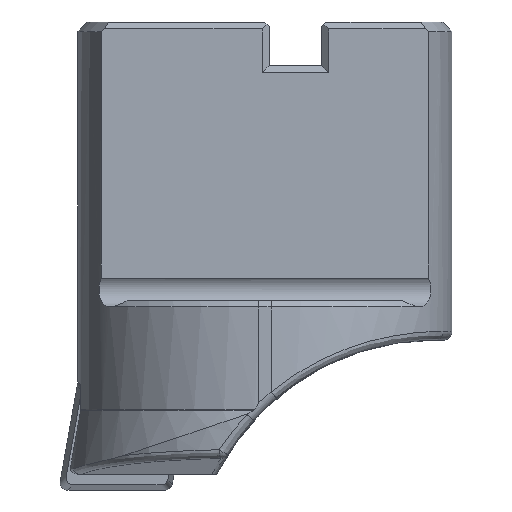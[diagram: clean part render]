
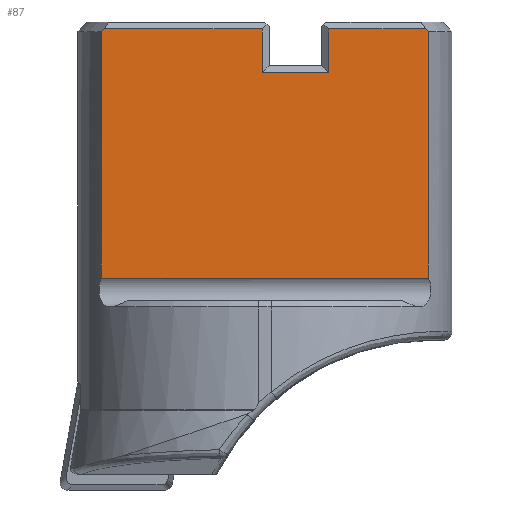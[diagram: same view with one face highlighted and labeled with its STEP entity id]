
A CAD part, front view. The second image highlights one B-rep face of the part: STEP entity #87.
In plain terms, the highlighted planar face has unit normal (0, -1, 0).
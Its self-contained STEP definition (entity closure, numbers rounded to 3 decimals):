
#87=ADVANCED_FACE('',(#189),#148,.F.);
#148=PLANE('',#1197);
#189=FACE_OUTER_BOUND('',#252,.T.);
#252=EDGE_LOOP('',(#412,#413,#414,#415,#416,#417,#418,#419,#420,#421));
#335=B_SPLINE_CURVE_WITH_KNOTS('',3,(#1708,#1709,#1710,#1711,#1712),
 .UNSPECIFIED.,.F.,.F.,(4,1,4),(0.,0.5,1.),.UNSPECIFIED.);
#336=B_SPLINE_CURVE_WITH_KNOTS('',3,(#1720,#1721,#1722,#1723,#1724),
 .UNSPECIFIED.,.F.,.F.,(4,1,4),(0.,0.5,1.),.UNSPECIFIED.);
#412=ORIENTED_EDGE('',*,*,#841,.T.);
#413=ORIENTED_EDGE('',*,*,#842,.T.);
#414=ORIENTED_EDGE('',*,*,#843,.T.);
#415=ORIENTED_EDGE('',*,*,#844,.T.);
#416=ORIENTED_EDGE('',*,*,#845,.T.);
#417=ORIENTED_EDGE('',*,*,#846,.T.);
#418=ORIENTED_EDGE('',*,*,#847,.T.);
#419=ORIENTED_EDGE('',*,*,#848,.T.);
#420=ORIENTED_EDGE('',*,*,#849,.F.);
#421=ORIENTED_EDGE('',*,*,#850,.T.);
#729=VERTEX_POINT('',#1698);
#730=VERTEX_POINT('',#1699);
#731=VERTEX_POINT('',#1701);
#732=VERTEX_POINT('',#1703);
#733=VERTEX_POINT('',#1705);
#734=VERTEX_POINT('',#1707);
#735=VERTEX_POINT('',#1713);
#736=VERTEX_POINT('',#1715);
#737=VERTEX_POINT('',#1717);
#738=VERTEX_POINT('',#1719);
#841=EDGE_CURVE('',#729,#730,#998,.T.);
#842=EDGE_CURVE('',#730,#731,#999,.T.);
#843=EDGE_CURVE('',#731,#732,#1000,.T.);
#844=EDGE_CURVE('',#732,#733,#1001,.T.);
#845=EDGE_CURVE('',#733,#734,#1002,.T.);
#846=EDGE_CURVE('',#734,#735,#335,.T.);
#847=EDGE_CURVE('',#735,#736,#1003,.T.);
#848=EDGE_CURVE('',#736,#737,#1004,.T.);
#849=EDGE_CURVE('',#738,#737,#1005,.T.);
#850=EDGE_CURVE('',#738,#729,#336,.T.);
#998=LINE('',#1697,#1090);
#999=LINE('',#1700,#1091);
#1000=LINE('',#1702,#1092);
#1001=LINE('',#1704,#1093);
#1002=LINE('',#1706,#1094);
#1003=LINE('',#1714,#1095);
#1004=LINE('',#1716,#1096);
#1005=LINE('',#1718,#1097);
#1090=VECTOR('',#1323,1.);
#1091=VECTOR('',#1324,1.);
#1092=VECTOR('',#1325,1.);
#1093=VECTOR('',#1326,1.);
#1094=VECTOR('',#1327,1.);
#1095=VECTOR('',#1328,1.);
#1096=VECTOR('',#1329,1.);
#1097=VECTOR('',#1330,1.);
#1197=AXIS2_PLACEMENT_3D('',#1725,#1331,#1332);
#1323=DIRECTION('',(-1.,0.,0.));
#1324=DIRECTION('',(0.,0.,-1.));
#1325=DIRECTION('',(-1.,0.,0.));
#1326=DIRECTION('',(0.,0.,1.));
#1327=DIRECTION('',(-1.,0.,0.));
#1328=DIRECTION('',(0.,0.,-1.));
#1329=DIRECTION('',(1.,0.,0.));
#1330=DIRECTION('',(0.,0.,-1.));
#1331=DIRECTION('',(0.,1.,0.));
#1332=DIRECTION('',(0.,0.,1.));
#1697=CARTESIAN_POINT('',(-15.323,0.,-0.4));
#1698=CARTESIAN_POINT('',(7.459,0.,-0.4));
#1699=CARTESIAN_POINT('',(1.9,0.,-0.4));
#1700=CARTESIAN_POINT('',(1.9,0.,-16.));
#1701=CARTESIAN_POINT('',(1.9,0.,-2.9));
#1702=CARTESIAN_POINT('',(-15.323,0.,-2.9));
#1703=CARTESIAN_POINT('',(-1.9,0.,-2.9));
#1704=CARTESIAN_POINT('',(-1.9,0.,-16.));
#1705=CARTESIAN_POINT('',(-1.9,0.,-0.4));
#1706=CARTESIAN_POINT('',(-15.323,0.,-0.4));
#1707=CARTESIAN_POINT('',(-10.959,0.,-0.4));
#1708=CARTESIAN_POINT('',(-10.959,0.,-0.4));
#1709=CARTESIAN_POINT('',(-10.987,0.,-0.425));
#1710=CARTESIAN_POINT('',(-11.044,0.,-0.474));
#1711=CARTESIAN_POINT('',(-11.102,0.,-0.525));
#1712=CARTESIAN_POINT('',(-11.131,0.,-0.55));
#1713=CARTESIAN_POINT('',(-11.131,0.,-0.55));
#1714=CARTESIAN_POINT('',(-11.131,0.,-0.55));
#1715=CARTESIAN_POINT('',(-11.131,0.,-14.689));
#1716=CARTESIAN_POINT('',(-11.131,0.,-14.689));
#1717=CARTESIAN_POINT('',(7.631,0.,-14.689));
#1718=CARTESIAN_POINT('',(7.631,0.,-0.55));
#1719=CARTESIAN_POINT('',(7.631,0.,-0.55));
#1720=CARTESIAN_POINT('',(7.631,0.,-0.55));
#1721=CARTESIAN_POINT('',(7.602,0.,-0.525));
#1722=CARTESIAN_POINT('',(7.544,0.,-0.474));
#1723=CARTESIAN_POINT('',(7.487,0.,-0.425));
#1724=CARTESIAN_POINT('',(7.459,0.,-0.4));
#1725=CARTESIAN_POINT('',(-15.323,0.,-16.));
